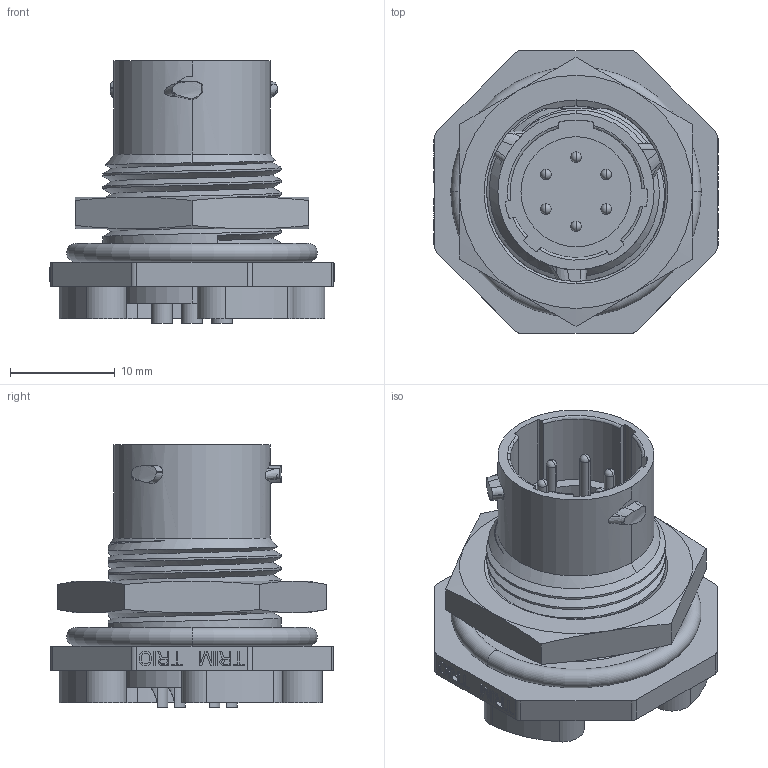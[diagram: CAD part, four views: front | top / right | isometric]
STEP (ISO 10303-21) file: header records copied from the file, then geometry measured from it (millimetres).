
FILE_DESCRIPTION((''),'2;1');
FILE_NAME('UTS710E6P','2011-04-04T',('vsorin'),('SOURIAU'),'PRO/ENGINEER BY PARAMETRIC TECHNOLOGY CORPORATION, 2010140','PRO/ENGINEER BY PARAMETRIC TECHNOLOGY CORPORATION, 2010140','');
FILE_SCHEMA(('CONFIG_CONTROL_DESIGN'));
Length unit declared in the file: millimetre
Products named in the file (1): UTS710E6P
Bounding box: 27.17 x 26.97 x 25 mm (x, y, z)
Surface area: 4692.4 mm2 (no closed solid volume)
Topology: 0 solids, 5 shells, 390 faces, 1481 edges, 1072 vertices
Faces by surface type: plane 212, cylinder 106, cone 23, bspline 22, sphere 12, torus 8, extrusion 7
Entity records: 18971 total; most frequent: CARTESIAN_POINT 6967, ORIENTED_EDGE 2379, DIRECTION 2260, EDGE_CURVE 1469, VERTEX_POINT 1072, VECTOR 1048, LINE 1041, AXIS2_PLACEMENT_3D 606
